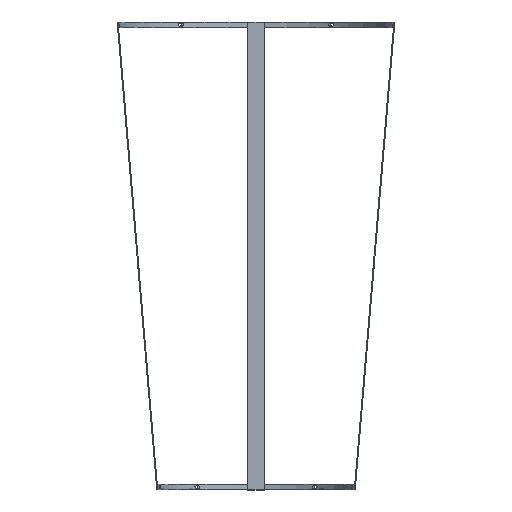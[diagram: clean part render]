
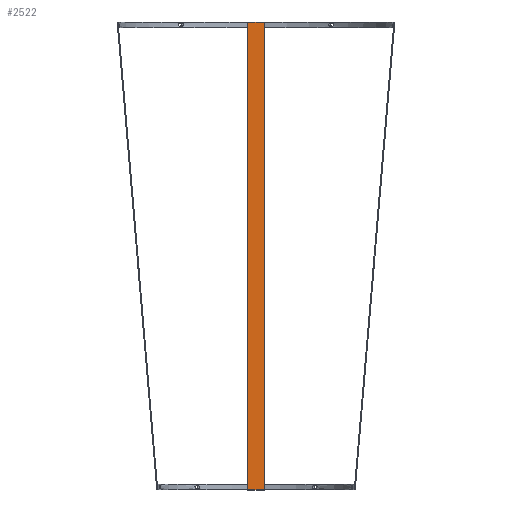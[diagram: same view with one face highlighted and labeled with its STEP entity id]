
A CAD part, front view. The second image highlights one B-rep face of the part: STEP entity #2522.
In plain terms, the highlighted planar face has unit normal (0, -1, 0).
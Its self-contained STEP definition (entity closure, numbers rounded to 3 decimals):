
#116=PLANE('',#2689);
#243=FACE_OUTER_BOUND('',#388,.T.);
#388=EDGE_LOOP('',(#2133,#2134,#2135,#2136,#2137,#2138));
#486=LINE('',#4128,#797);
#520=LINE('',#4209,#831);
#526=LINE('',#4229,#837);
#610=LINE('',#4399,#921);
#611=LINE('',#4401,#922);
#612=LINE('',#4403,#923);
#797=VECTOR('',#2847,10.);
#831=VECTOR('',#2919,10.);
#837=VECTOR('',#2943,10.);
#921=VECTOR('',#3093,10.);
#922=VECTOR('',#3096,10.);
#923=VECTOR('',#3099,10.);
#1155=VERTEX_POINT('',#4116);
#1159=VERTEX_POINT('',#4126);
#1186=VERTEX_POINT('',#4206);
#1187=VERTEX_POINT('',#4208);
#1192=VERTEX_POINT('',#4228);
#1208=VERTEX_POINT('',#4267);
#1422=EDGE_CURVE('',#1159,#1155,#486,.T.);
#1462=EDGE_CURVE('',#1186,#1187,#520,.T.);
#1472=EDGE_CURVE('',#1155,#1192,#526,.T.);
#1560=EDGE_CURVE('',#1208,#1186,#610,.T.);
#1561=EDGE_CURVE('',#1208,#1192,#611,.T.);
#1562=EDGE_CURVE('',#1187,#1159,#612,.T.);
#2133=ORIENTED_EDGE('',*,*,#1561,.T.);
#2134=ORIENTED_EDGE('',*,*,#1472,.F.);
#2135=ORIENTED_EDGE('',*,*,#1422,.F.);
#2136=ORIENTED_EDGE('',*,*,#1562,.F.);
#2137=ORIENTED_EDGE('',*,*,#1462,.F.);
#2138=ORIENTED_EDGE('',*,*,#1560,.F.);
#2522=ADVANCED_FACE('',(#243),#116,.T.);
#2689=AXIS2_PLACEMENT_3D('',#4402,#3097,#3098);
#2847=DIRECTION('',(0.,0.,-1.));
#2919=DIRECTION('',(0.,0.,1.));
#2943=DIRECTION('',(0.,0.,-1.));
#3093=DIRECTION('',(0.,0.,1.));
#3096=DIRECTION('',(1.,0.,0.));
#3097=DIRECTION('center_axis',(0.,-1.,0.));
#3098=DIRECTION('ref_axis',(0.,0.,-1.));
#3099=DIRECTION('',(1.,0.,0.));
#4116=CARTESIAN_POINT('',(15.,0.,-10.));
#4126=CARTESIAN_POINT('',(15.,0.,0.));
#4128=CARTESIAN_POINT('',(15.,0.,-837.7));
#4206=CARTESIAN_POINT('',(-15.,0.,-10.));
#4208=CARTESIAN_POINT('',(-15.,0.,0.));
#4209=CARTESIAN_POINT('',(-15.,0.,-837.7));
#4228=CARTESIAN_POINT('',(15.,0.,-837.7));
#4229=CARTESIAN_POINT('',(15.,0.,-837.7));
#4267=CARTESIAN_POINT('',(-15.,0.,-837.7));
#4399=CARTESIAN_POINT('',(-15.,0.,-837.7));
#4401=CARTESIAN_POINT('',(0.,0.,-837.7));
#4402=CARTESIAN_POINT('Origin',(0.,0.,0.));
#4403=CARTESIAN_POINT('',(0.,0.,0.));
